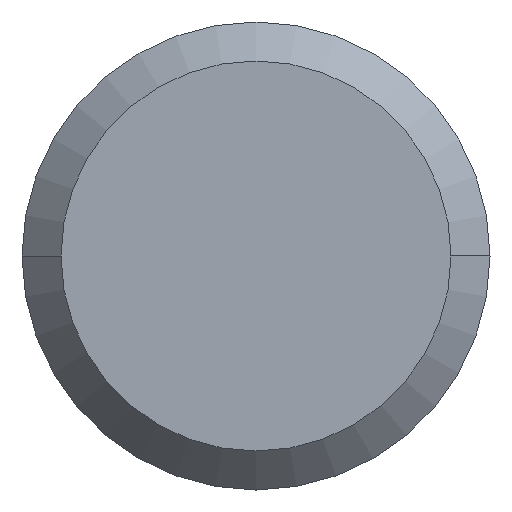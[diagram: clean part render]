
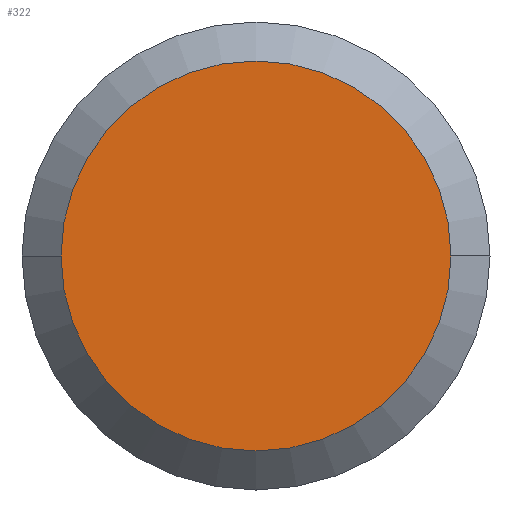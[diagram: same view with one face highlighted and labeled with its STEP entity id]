
A CAD part, left-side view. The second image highlights one B-rep face of the part: STEP entity #322.
In plain terms, the highlighted planar face has unit normal (-1, 0, 0).
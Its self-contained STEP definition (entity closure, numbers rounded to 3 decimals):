
#19 = CARTESIAN_POINT ( 'NONE',  ( -42., -2.5, 0. ) ) ;
#41 = DIRECTION ( 'NONE',  ( 1., 0., 0. ) ) ;
#47 = AXIS2_PLACEMENT_3D ( 'NONE', #209, #41, #236 ) ;
#54 = DIRECTION ( 'NONE',  ( -1., 0., 0. ) ) ;
#62 = AXIS2_PLACEMENT_3D ( 'NONE', #328, #54, #247 ) ;
#78 = CARTESIAN_POINT ( 'NONE',  ( -42., 2.5, 0. ) ) ;
#80 = CIRCLE ( 'NONE', #196, 2.5 ) ;
#81 = ORIENTED_EDGE ( 'NONE', *, *, #93, .F. ) ;
#93 = EDGE_CURVE ( 'NONE', #220, #228, #238, .T. ) ;
#115 = EDGE_LOOP ( 'NONE', ( #81, #190 ) ) ;
#158 = CARTESIAN_POINT ( 'NONE',  ( -42., 0., 0. ) ) ;
#168 = EDGE_CURVE ( 'NONE', #228, #220, #80, .T. ) ;
#188 = DIRECTION ( 'NONE',  ( 0., 1., 0. ) ) ;
#190 = ORIENTED_EDGE ( 'NONE', *, *, #168, .F. ) ;
#191 = PLANE ( 'NONE',  #62 ) ;
#196 = AXIS2_PLACEMENT_3D ( 'NONE', #158, #351, #188 ) ;
#197 = FACE_OUTER_BOUND ( 'NONE', #115, .T. ) ;
#209 = CARTESIAN_POINT ( 'NONE',  ( -42., 0., 0. ) ) ;
#220 = VERTEX_POINT ( 'NONE', #78 ) ;
#228 = VERTEX_POINT ( 'NONE', #19 ) ;
#236 = DIRECTION ( 'NONE',  ( 0., 1., 0. ) ) ;
#238 = CIRCLE ( 'NONE', #47, 2.5 ) ;
#247 = DIRECTION ( 'NONE',  ( 0., -1., 0. ) ) ;
#322 = ADVANCED_FACE ( 'NONE', ( #197 ), #191, .T. ) ;
#328 = CARTESIAN_POINT ( 'NONE',  ( -42., 0., 0. ) ) ;
#351 = DIRECTION ( 'NONE',  ( 1., 0., 0. ) ) ;
